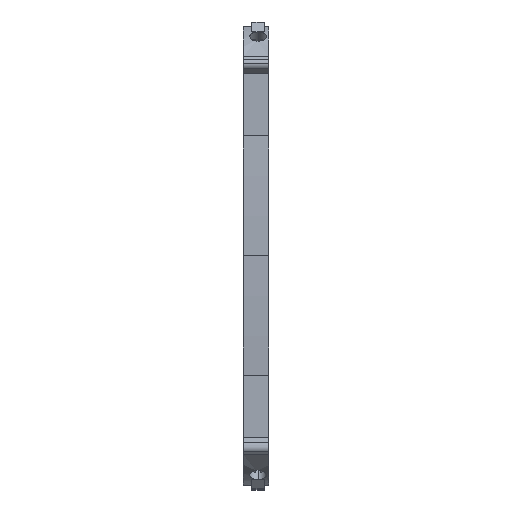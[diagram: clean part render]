
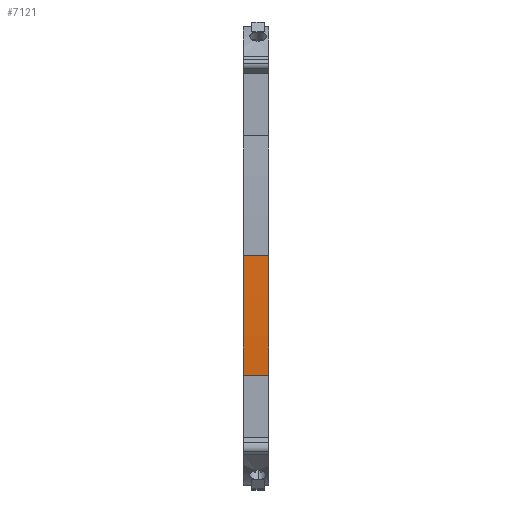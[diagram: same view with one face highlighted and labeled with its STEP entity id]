
A CAD part, top view. The second image highlights one B-rep face of the part: STEP entity #7121.
In plain terms, the highlighted cylindrical face has radius 421 mm (diameter 842 mm), a partial arc.
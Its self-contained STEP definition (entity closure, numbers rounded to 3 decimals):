
#269 = LINE ( 'NONE', #5387, #7635 ) ;
#945 = DIRECTION ( 'NONE',  ( -1., 0., 0. ) ) ;
#1072 = EDGE_CURVE ( 'NONE', #3603, #10933, #14691, .T. ) ;
#2057 = EDGE_CURVE ( 'NONE', #10933, #7489, #269, .T. ) ;
#2741 = DIRECTION ( 'NONE',  ( 0., 0., 1. ) ) ;
#2875 = CARTESIAN_POINT ( 'NONE',  ( 3.05, -29., 0. ) ) ;
#2908 = DIRECTION ( 'NONE',  ( -1., 0., 0. ) ) ;
#3332 = CARTESIAN_POINT ( 'NONE',  ( 3.05, 0., -420. ) ) ;
#3603 = VERTEX_POINT ( 'NONE', #2875 ) ;
#3809 = VERTEX_POINT ( 'NONE', #13337 ) ;
#3851 = DIRECTION ( 'NONE',  ( -1., 0., 0. ) ) ;
#3877 = EDGE_CURVE ( 'NONE', #3809, #7489, #15154, .T. ) ;
#4731 = EDGE_LOOP ( 'NONE', ( #7005, #8808, #10274, #7722 ) ) ;
#4975 = AXIS2_PLACEMENT_3D ( 'NONE', #7835, #2908, #2741 ) ;
#5114 = VECTOR ( 'NONE', #3851, 1000. ) ;
#5387 = CARTESIAN_POINT ( 'NONE',  ( 61.059, 0., 1. ) ) ;
#6032 = AXIS2_PLACEMENT_3D ( 'NONE', #3332, #945, #12100 ) ;
#6303 = LINE ( 'NONE', #8728, #5114 ) ;
#6308 = FACE_OUTER_BOUND ( 'NONE', #4731, .T. ) ;
#7005 = ORIENTED_EDGE ( 'NONE', *, *, #1072, .T. ) ;
#7121 = ADVANCED_FACE ( 'NONE', ( #6308 ), #15393, .T. ) ;
#7489 = VERTEX_POINT ( 'NONE', #15087 ) ;
#7635 = VECTOR ( 'NONE', #7771, 1000. ) ;
#7722 = ORIENTED_EDGE ( 'NONE', *, *, #14638, .F. ) ;
#7771 = DIRECTION ( 'NONE',  ( -1., 0., 0. ) ) ;
#7835 = CARTESIAN_POINT ( 'NONE',  ( 61.059, 0., -420. ) ) ;
#8728 = CARTESIAN_POINT ( 'NONE',  ( 61.059, -29., 0. ) ) ;
#8808 = ORIENTED_EDGE ( 'NONE', *, *, #2057, .T. ) ;
#10274 = ORIENTED_EDGE ( 'NONE', *, *, #3877, .F. ) ;
#10933 = VERTEX_POINT ( 'NONE', #14352 ) ;
#12100 = DIRECTION ( 'NONE',  ( 0., 0., -1. ) ) ;
#12494 = AXIS2_PLACEMENT_3D ( 'NONE', #14350, #14301, #12957 ) ;
#12957 = DIRECTION ( 'NONE',  ( 0., 0., 1. ) ) ;
#13337 = CARTESIAN_POINT ( 'NONE',  ( -3.05, -29., 0. ) ) ;
#14301 = DIRECTION ( 'NONE',  ( -1., 0., 0. ) ) ;
#14350 = CARTESIAN_POINT ( 'NONE',  ( -3.05, 0., -420. ) ) ;
#14352 = CARTESIAN_POINT ( 'NONE',  ( 3.05, 0., 1. ) ) ;
#14638 = EDGE_CURVE ( 'NONE', #3603, #3809, #6303, .T. ) ;
#14691 = CIRCLE ( 'NONE', #6032, 421. ) ;
#15087 = CARTESIAN_POINT ( 'NONE',  ( -3.05, 0., 1. ) ) ;
#15154 = CIRCLE ( 'NONE', #12494, 421. ) ;
#15393 = CYLINDRICAL_SURFACE ( 'NONE', #4975, 421. ) ;
